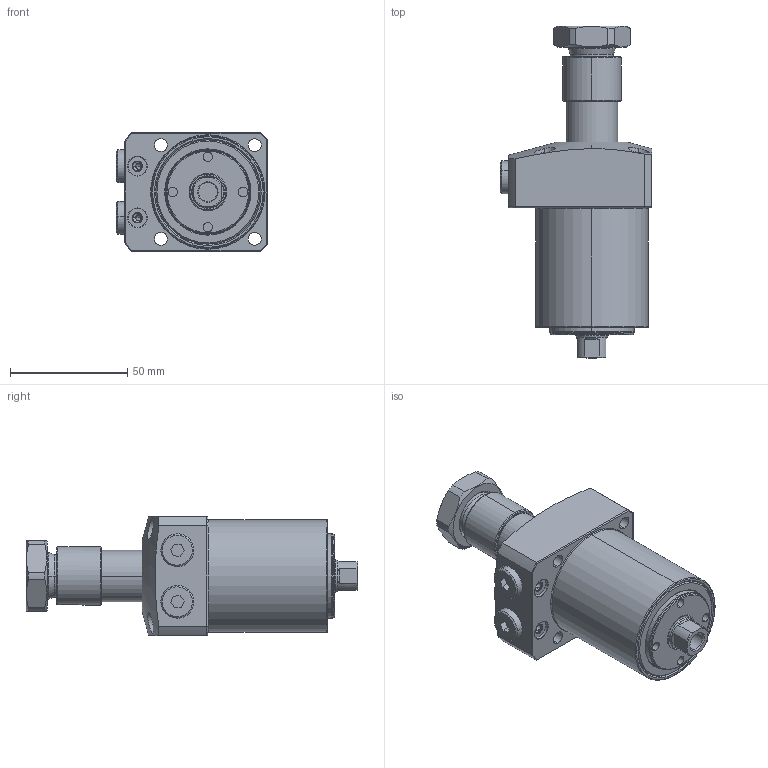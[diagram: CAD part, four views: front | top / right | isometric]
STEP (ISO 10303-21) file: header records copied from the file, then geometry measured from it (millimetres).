
FILE_DESCRIPTION (( 'STEP AP203' ), '1' );
FILE_NAME ('LHA0480-CLD.STEP', '2018-12-15T05:41:40', ( '微软用户' ), ( '微软中国' ), 'SwSTEP 2.0', 'SolidWorks 2012', '' );
FILE_SCHEMA (( 'CONFIG_CONTROL_DESIGN' ));
Length unit declared in the file: millimetre
Products named in the file (8): LHA0480-槭暌溛(蹬怮椔); LHA0480-咂衝椳紕_蹬怮椔); LHA0480-D菛巍; LHA0480-楓羔_DM); LHA0480-ů_; LHA0480-簸忣諍匏_; Gȼ__8; LHA0480-CLD
Assembly tree (8 placements, depth 2):
  LHA0480-CLD
    LHA0480-槭暌溛(蹬怮椔)
    LHA0480-咂衝椳紕_蹬怮椔)
    LHA0480-D菛巍
    LHA0480-楓羔_DM)
    LHA0480-ů_
    LHA0480-簸忣諍匏_
    Gȼ__8  x2
Bounding box: 64.5 x 141.5 x 51 mm (x, y, z)
Volume: 197556.1 mm3; surface area: 38280.6 mm2
Topology: 8 solids, 8 shells, 287 faces, 683 edges, 426 vertices
Faces by surface type: cylinder 103, plane 91, cone 63, torus 28, sphere 2
Entity records: 9655 total; most frequent: CARTESIAN_POINT 2386, DIRECTION 1401, ORIENTED_EDGE 1302, EDGE_CURVE 651, AXIS2_PLACEMENT_3D 575, VERTEX_POINT 408, EDGE_LOOP 313, CIRCLE 290
